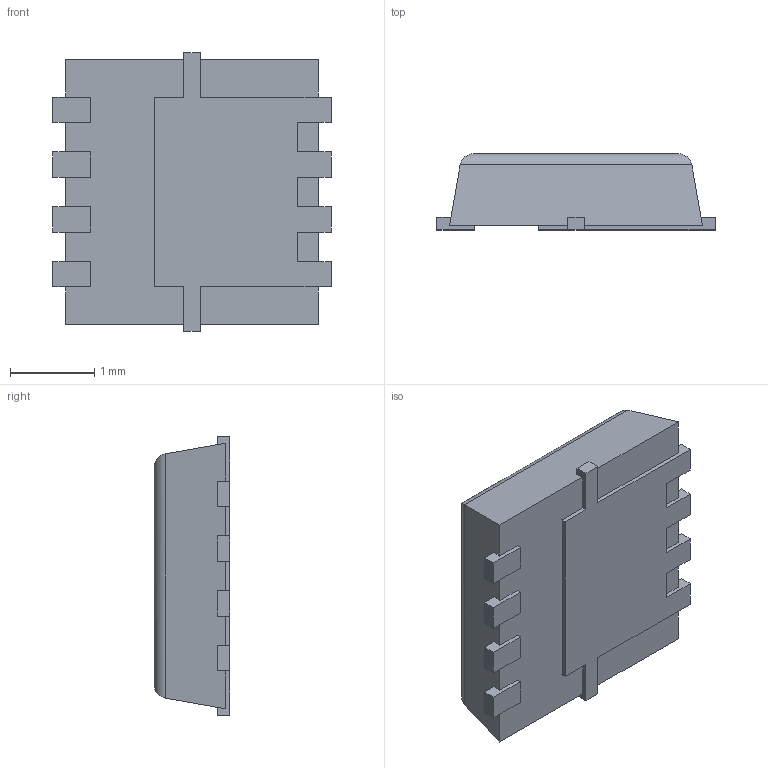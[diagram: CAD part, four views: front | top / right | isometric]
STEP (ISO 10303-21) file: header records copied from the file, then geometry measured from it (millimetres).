
FILE_DESCRIPTION (( 'STEP AP214' ), '1' );
FILE_NAME ('STL9P3LLH6.STEP', '2024-03-19T11:50:31', ( 'LENOVO' ), ( '' ), 'SwSTEP 2.0', 'SolidWorks 2021', '' );
FILE_SCHEMA (( 'AUTOMOTIVE_DESIGN' ));
Length unit declared in the file: millimetre
Products named in the file (2): STL9P3LLH6; STL9P3LLH6_STL9P3LLH6
Assembly tree (1 placements, depth 2):
  STL9P3LLH6
    STL9P3LLH6_STL9P3LLH6
Bounding box: 3.3 x 0.9 x 3.3 mm (x, y, z)
Volume: 7.5 mm3; surface area: 41 mm2
Topology: 7 solids, 7 shells, 107 faces, 272 edges, 180 vertices
Faces by surface type: plane 99, cylinder 8
Entity records: 3282 total; most frequent: CARTESIAN_POINT 575, ORIENTED_EDGE 544, DIRECTION 498, EDGE_CURVE 272, LINE 260, VECTOR 260, VERTEX_POINT 180, AXIS2_PLACEMENT_3D 119
